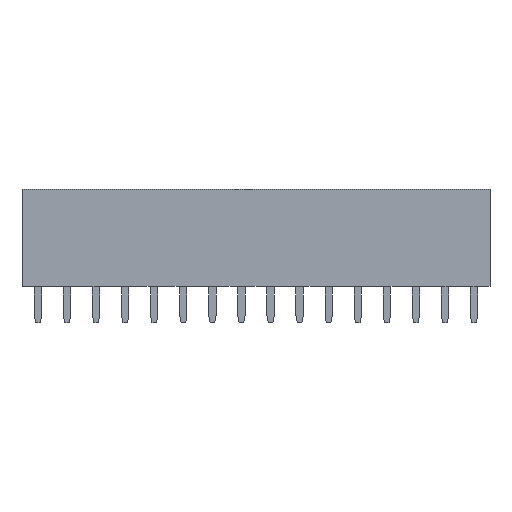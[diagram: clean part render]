
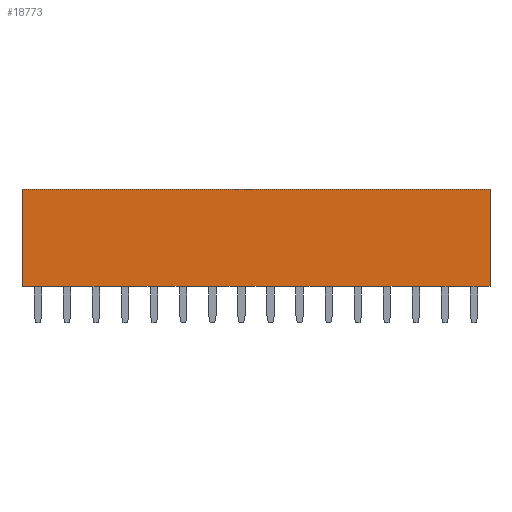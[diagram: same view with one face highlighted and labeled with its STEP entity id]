
A CAD part, top view. The second image highlights one B-rep face of the part: STEP entity #18773.
In plain terms, the highlighted planar face has unit normal (0, 0, 1).
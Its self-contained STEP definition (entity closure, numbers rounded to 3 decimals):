
#7768 = VERTEX_POINT('',#7769);
#7769 = CARTESIAN_POINT('',(20.445,0.,1.25));
#7775 = EDGE_CURVE('',#7776,#7768,#7778,.T.);
#7776 = VERTEX_POINT('',#7777);
#7777 = CARTESIAN_POINT('',(-20.445,0.,1.25));
#7778 = LINE('',#7779,#7780);
#7779 = CARTESIAN_POINT('',(-20.445,0.,1.25));
#7780 = VECTOR('',#7781,1.);
#7781 = DIRECTION('',(1.,0.,0.));
#18499 = VERTEX_POINT('',#18500);
#18500 = CARTESIAN_POINT('',(20.445,8.5,1.25));
#18517 = VERTEX_POINT('',#18518);
#18518 = CARTESIAN_POINT('',(-20.445,8.5,1.25));
#18524 = EDGE_CURVE('',#18517,#18499,#18525,.T.);
#18525 = LINE('',#18526,#18527);
#18526 = CARTESIAN_POINT('',(-20.445,8.5,1.25));
#18527 = VECTOR('',#18528,1.);
#18528 = DIRECTION('',(1.,0.,0.));
#18773 = ADVANCED_FACE('',(#18774),#18790,.T.);
#18774 = FACE_BOUND('',#18775,.T.);
#18775 = EDGE_LOOP('',(#18776,#18782,#18783,#18789));
#18776 = ORIENTED_EDGE('',*,*,#18777,.T.);
#18777 = EDGE_CURVE('',#7768,#18499,#18778,.T.);
#18778 = LINE('',#18779,#18780);
#18779 = CARTESIAN_POINT('',(20.445,0.,1.25));
#18780 = VECTOR('',#18781,1.);
#18781 = DIRECTION('',(0.,1.,0.));
#18782 = ORIENTED_EDGE('',*,*,#18524,.F.);
#18783 = ORIENTED_EDGE('',*,*,#18784,.F.);
#18784 = EDGE_CURVE('',#7776,#18517,#18785,.T.);
#18785 = LINE('',#18786,#18787);
#18786 = CARTESIAN_POINT('',(-20.445,0.,1.25));
#18787 = VECTOR('',#18788,1.);
#18788 = DIRECTION('',(0.,1.,0.));
#18789 = ORIENTED_EDGE('',*,*,#7775,.T.);
#18790 = PLANE('',#18791);
#18791 = AXIS2_PLACEMENT_3D('',#18792,#18793,#18794);
#18792 = CARTESIAN_POINT('',(-20.445,4.25,1.25));
#18793 = DIRECTION('',(0.,0.,1.));
#18794 = DIRECTION('',(0.,-1.,0.));
